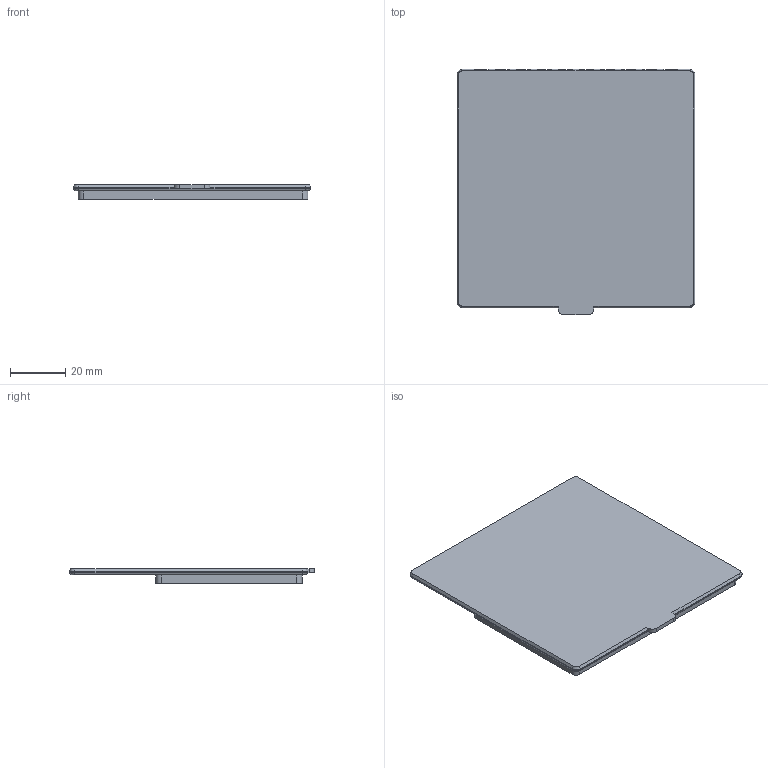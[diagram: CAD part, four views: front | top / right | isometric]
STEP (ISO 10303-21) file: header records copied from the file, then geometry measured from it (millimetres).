
FILE_DESCRIPTION(/* description */ (''),/* implementation_level */ '2;1');
FILE_NAME(/* name */ 'bottom.stp',/* time_stamp */ '2018-02-08T12:42:55+01:00',/* author */ ('erwin'),/* organization */ (''),/* preprocessor_version */ 'ST-DEVELOPER v16.13',/* originating_system */ 'Autodesk Inventor 2018',/* authorisation */ '');
FILE_SCHEMA (('AUTOMOTIVE_DESIGN { 1 0 10303 214 3 1 1 }'));
Length unit declared in the file: millimetre
Products named in the file (1): bottom
Bounding box: 86 x 88.6 x 5.3 mm (x, y, z)
Volume: 27817.3 mm3; surface area: 17049.8 mm2
Topology: 1 solids, 1 shells, 103 faces, 284 edges, 184 vertices
Faces by surface type: plane 71, cylinder 24, bspline 4, cone 4
Entity records: 3310 total; most frequent: CARTESIAN_POINT 604, ORIENTED_EDGE 568, DIRECTION 542, EDGE_CURVE 284, LINE 226, VECTOR 226, VERTEX_POINT 184, AXIS2_PLACEMENT_3D 158
